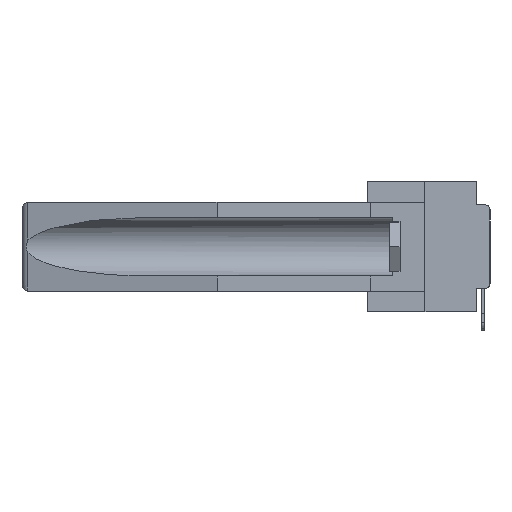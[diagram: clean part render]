
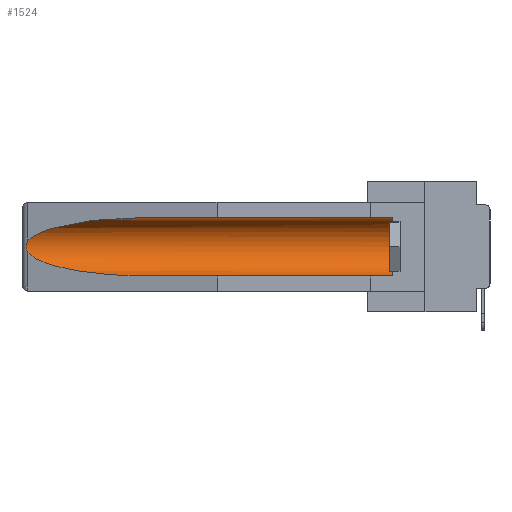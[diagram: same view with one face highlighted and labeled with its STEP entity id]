
A CAD part, left-side view. The second image highlights one B-rep face of the part: STEP entity #1524.
In plain terms, the highlighted cylindrical face has radius 2.857 mm (diameter 5.715 mm), a partial arc.
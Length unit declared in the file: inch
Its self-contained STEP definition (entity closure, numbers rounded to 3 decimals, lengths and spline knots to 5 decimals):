
#1022 = CARTESIAN_POINT ( 'NONE',  ( 0.155, -0.30754, -0.284 ) ) ;
#1500 = VERTEX_POINT ( 'NONE', #8124 ) ;
#1524 = ADVANCED_FACE ( 'NONE', ( #7375 ), #30566, .F. ) ;
#2322 = CARTESIAN_POINT ( 'NONE',  ( 0.25451, 1.48313, -0.09465 ) ) ;
#2437 = VERTEX_POINT ( 'NONE', #30192 ) ;
#2545 = CARTESIAN_POINT ( 'NONE',  ( 0.21114, 1.30732, -0.059 ) ) ;
#2692 = B_SPLINE_CURVE_WITH_KNOTS ( 'NONE', 3,
 ( #26895, #32022, #17191, #27318, #10262, #25156, #27740, #27423, #10040, #15011 ),
 .UNSPECIFIED., .F., .F.,
 ( 4, 2, 2, 2, 4 ),
 ( 0., 0.00029, 0.00058, 0.00087, 0.00117 ),
 .UNSPECIFIED. ) ;
#3092 = CARTESIAN_POINT ( 'NONE',  ( 0.155, -0.30754, -0.059 ) ) ;
#3185 = AXIS2_PLACEMENT_3D ( 'NONE', #7693, #9655, #31963 ) ;
#3231 = VERTEX_POINT ( 'NONE', #6038 ) ;
#3312 = CARTESIAN_POINT ( 'NONE',  ( 0.155, 1.07973, -0.284 ) ) ;
#3524 = VERTEX_POINT ( 'NONE', #22660 ) ;
#4047 = EDGE_CURVE ( 'NONE', #3524, #3231, #21573, .T. ) ;
#4431 = VECTOR ( 'NONE', #8165, 39.37008 ) ;
#6038 = CARTESIAN_POINT ( 'NONE',  ( 0.155, 0.126, -0.059 ) ) ;
#6845 = ORIENTED_EDGE ( 'NONE', *, *, #15729, .T. ) ;
#7289 = CARTESIAN_POINT ( 'NONE',  ( 0.155, 1.07973, -0.059 ) ) ;
#7375 = FACE_OUTER_BOUND ( 'NONE', #18064, .T. ) ;
#7602 = EDGE_CURVE ( 'NONE', #3231, #2437, #15030, .T. ) ;
#7693 = CARTESIAN_POINT ( 'NONE',  ( 0.155, 0.126, -0.1715 ) ) ;
#7835 = DIRECTION ( 'NONE',  ( 0., 1., 0. ) ) ;
#8124 = CARTESIAN_POINT ( 'NONE',  ( 0.26537, 1.52718, -0.14972 ) ) ;
#8165 = DIRECTION ( 'NONE',  ( 0., 1., 0. ) ) ;
#9655 = DIRECTION ( 'NONE',  ( 0., -1., 0. ) ) ;
#9780 = CARTESIAN_POINT ( 'NONE',  ( 0.26537, 1.52718, -0.14972 ) ) ;
#10040 = CARTESIAN_POINT ( 'NONE',  ( 0.26597, 1.5296, -0.19026 ) ) ;
#10262 = CARTESIAN_POINT ( 'NONE',  ( 0.2675, 1.53308, -0.16763 ) ) ;
#10637 = CARTESIAN_POINT ( 'NONE',  ( 0.155, -0.30754, -0.1715 ) ) ;
#13106 = DIRECTION ( 'NONE',  ( 0., 0., 1. ) ) ;
#13210 = ORIENTED_EDGE ( 'NONE', *, *, #13560, .F. ) ;
#13560 = EDGE_CURVE ( 'NONE', #3524, #16995, #21058, .T. ) ;
#13873 = ORIENTED_EDGE ( 'NONE', *, *, #4047, .T. ) ;
#14725 = AXIS2_PLACEMENT_3D ( 'NONE', #10637, #27895, #13106 ) ;
#15011 = CARTESIAN_POINT ( 'NONE',  ( 0.26537, 1.52718, -0.19328 ) ) ;
#15030 = LINE ( 'NONE', #3092, #23936 ) ;
#15729 = EDGE_CURVE ( 'NONE', #2437, #1500, #22307, .T. ) ;
#15942 = ORIENTED_EDGE ( 'NONE', *, *, #26861, .T. ) ;
#16151 =( BOUNDED_CURVE ( )  B_SPLINE_CURVE ( 3, ( #31835, #16999, #26922, #21541 ),
 .UNSPECIFIED., .F., .F. ) 
 B_SPLINE_CURVE_WITH_KNOTS ( ( 4, 4 ),
 ( 0.1948, 1.5708 ),
 .UNSPECIFIED. ) 
 CURVE ( )  GEOMETRIC_REPRESENTATION_ITEM ( )  RATIONAL_B_SPLINE_CURVE ( ( 1., 0.848, 0.848, 1. ) ) 
 REPRESENTATION_ITEM ( '' )  );
#16995 = VERTEX_POINT ( 'NONE', #3312 ) ;
#16999 = CARTESIAN_POINT ( 'NONE',  ( 0.25451, 1.48313, -0.24835 ) ) ;
#17191 = CARTESIAN_POINT ( 'NONE',  ( 0.26654, 1.53092, -0.15636 ) ) ;
#18064 = EDGE_LOOP ( 'NONE', ( #6845, #15942, #20515, #13210, #13873, #18275 ) ) ;
#18275 = ORIENTED_EDGE ( 'NONE', *, *, #7602, .T. ) ;
#19048 = VERTEX_POINT ( 'NONE', #20521 ) ;
#20515 = ORIENTED_EDGE ( 'NONE', *, *, #23707, .T. ) ;
#20521 = CARTESIAN_POINT ( 'NONE',  ( 0.26537, 1.52718, -0.19328 ) ) ;
#21058 = LINE ( 'NONE', #1022, #4431 ) ;
#21541 = CARTESIAN_POINT ( 'NONE',  ( 0.155, 1.07973, -0.284 ) ) ;
#21573 = CIRCLE ( 'NONE', #3185, 0.1125 ) ;
#22307 =( BOUNDED_CURVE ( )  B_SPLINE_CURVE ( 3, ( #7289, #2545, #2322, #9780 ),
 .UNSPECIFIED., .F., .F. ) 
 B_SPLINE_CURVE_WITH_KNOTS ( ( 4, 4 ),
 ( 4.71239, 6.08839 ),
 .UNSPECIFIED. ) 
 CURVE ( )  GEOMETRIC_REPRESENTATION_ITEM ( )  RATIONAL_B_SPLINE_CURVE ( ( 1., 0.848, 0.848, 1. ) ) 
 REPRESENTATION_ITEM ( '' )  );
#22660 = CARTESIAN_POINT ( 'NONE',  ( 0.155, 0.126, -0.284 ) ) ;
#23707 = EDGE_CURVE ( 'NONE', #19048, #16995, #16151, .T. ) ;
#23936 = VECTOR ( 'NONE', #7835, 39.37008 ) ;
#25156 = CARTESIAN_POINT ( 'NONE',  ( 0.2675, 1.53308, -0.17534 ) ) ;
#26861 = EDGE_CURVE ( 'NONE', #1500, #19048, #2692, .T. ) ;
#26895 = CARTESIAN_POINT ( 'NONE',  ( 0.26537, 1.52718, -0.14972 ) ) ;
#26922 = CARTESIAN_POINT ( 'NONE',  ( 0.21114, 1.30732, -0.284 ) ) ;
#27318 = CARTESIAN_POINT ( 'NONE',  ( 0.2673, 1.5327, -0.16383 ) ) ;
#27423 = CARTESIAN_POINT ( 'NONE',  ( 0.26655, 1.53094, -0.18657 ) ) ;
#27740 = CARTESIAN_POINT ( 'NONE',  ( 0.2673, 1.53269, -0.17917 ) ) ;
#27895 = DIRECTION ( 'NONE',  ( 0., 1., 0. ) ) ;
#30192 = CARTESIAN_POINT ( 'NONE',  ( 0.155, 1.07973, -0.059 ) ) ;
#30566 = CYLINDRICAL_SURFACE ( 'NONE', #14725, 0.1125 ) ;
#31835 = CARTESIAN_POINT ( 'NONE',  ( 0.26537, 1.52718, -0.19328 ) ) ;
#31963 = DIRECTION ( 'NONE',  ( 0., 0., 1. ) ) ;
#32022 = CARTESIAN_POINT ( 'NONE',  ( 0.26597, 1.52961, -0.15275 ) ) ;
